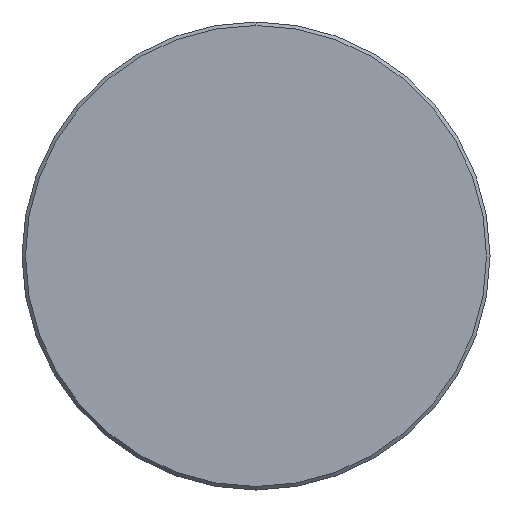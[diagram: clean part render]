
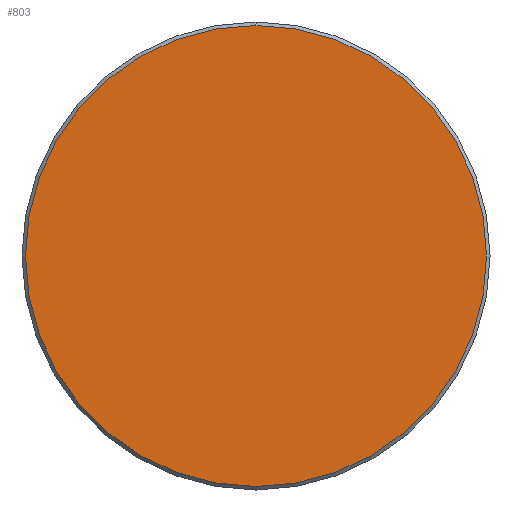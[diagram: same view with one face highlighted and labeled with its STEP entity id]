
A CAD part, left-side view. The second image highlights one B-rep face of the part: STEP entity #803.
In plain terms, the highlighted planar face has unit normal (-1, 0, 0).
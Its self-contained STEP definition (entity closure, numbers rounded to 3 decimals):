
#1 = ORIENTED_EDGE ( 'NONE', *, *, #192, .T. ) ;
#4 = ORIENTED_EDGE ( 'NONE', *, *, #141, .T. ) ;
#92 = VERTEX_POINT ( 'NONE', #227 ) ;
#124 = EDGE_LOOP ( 'NONE', ( #4, #1 ) ) ;
#141 = EDGE_CURVE ( 'NONE', #1219, #92, #1061, .T. ) ;
#192 = EDGE_CURVE ( 'NONE', #92, #1219, #826, .T. ) ;
#227 = CARTESIAN_POINT ( 'NONE',  ( -63.3, 0., 19.7 ) ) ;
#276 = CARTESIAN_POINT ( 'NONE',  ( -63.3, 0., 0. ) ) ;
#278 = DIRECTION ( 'NONE',  ( -1., 0., 0. ) ) ;
#287 = DIRECTION ( 'NONE',  ( 0., 0., -1. ) ) ;
#513 = CARTESIAN_POINT ( 'NONE',  ( -63.3, 0., 0. ) ) ;
#523 = DIRECTION ( 'NONE',  ( 0., 0., -1. ) ) ;
#532 = DIRECTION ( 'NONE',  ( -1., 0., 0. ) ) ;
#666 = AXIS2_PLACEMENT_3D ( 'NONE', #513, #532, #523 ) ;
#700 = AXIS2_PLACEMENT_3D ( 'NONE', #276, #278, #287 ) ;
#744 = AXIS2_PLACEMENT_3D ( 'NONE', #1127, #1126, #1092 ) ;
#803 = ADVANCED_FACE ( 'NONE', ( #984 ), #1094, .F. ) ;
#826 = CIRCLE ( 'NONE', #666, 19.7 ) ;
#984 = FACE_OUTER_BOUND ( 'NONE', #124, .T. ) ;
#1061 = CIRCLE ( 'NONE', #700, 19.7 ) ;
#1088 = CARTESIAN_POINT ( 'NONE',  ( -63.3, 0., -19.7 ) ) ;
#1092 = DIRECTION ( 'NONE',  ( 0., 0., -1. ) ) ;
#1094 = PLANE ( 'NONE',  #744 ) ;
#1126 = DIRECTION ( 'NONE',  ( 1., 0., 0. ) ) ;
#1127 = CARTESIAN_POINT ( 'NONE',  ( -63.3, 20., 0. ) ) ;
#1219 = VERTEX_POINT ( 'NONE', #1088 ) ;
